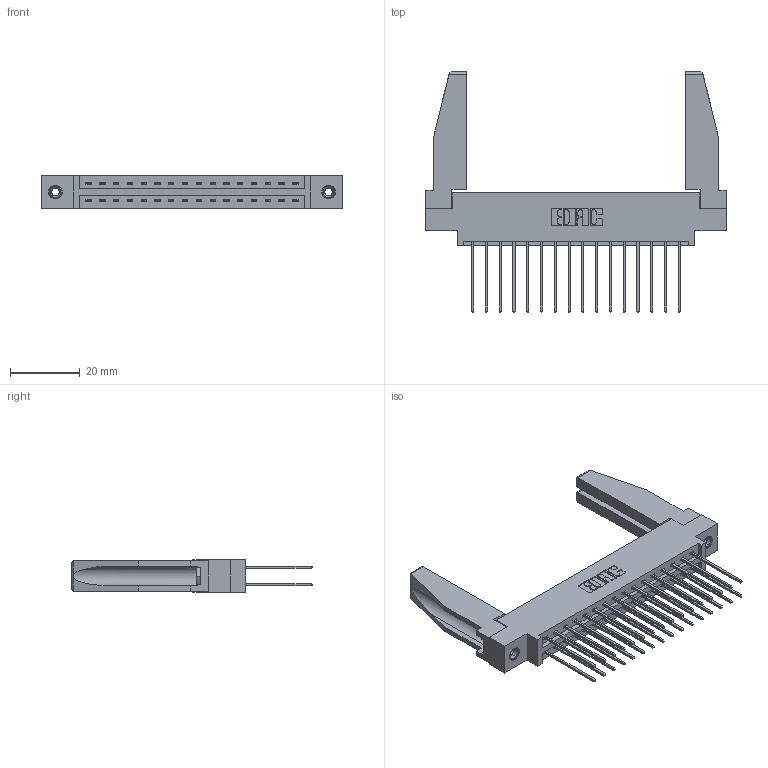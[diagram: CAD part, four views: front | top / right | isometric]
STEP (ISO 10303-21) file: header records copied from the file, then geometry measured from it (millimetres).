
FILE_DESCRIPTION (( 'STEP AP203' ), '1' );
FILE_NAME ('337-032-541-878.STEP', '2019-10-11T00:52:44', ( '' ), ( '' ), 'SwSTEP 2.0', 'SolidWorks 2016', '' );
FILE_SCHEMA (( 'CONFIG_CONTROL_DESIGN' ));
Length unit declared in the file: inch
Products named in the file (5): 345-250-001_345-250-001-102; 307-220-078; 345-292-001_345-293-141; 337-032-541-878; 337 Part_0.170 Offset - 0.156 Dia-TI
Assembly tree (37 placements, depth 2):
  337-032-541-878
    337 Part_0.170 Offset - 0.156 Dia-TI
    345-292-001_345-293-141  x32
    345-250-001_345-250-001-102  x2
    307-220-078  x2
Bounding box: 86.41 x 69.09 x 9.4 mm (x, y, z)
Volume: 12820 mm3; surface area: 14585.8 mm2
Topology: 37 solids, 37 shells, 1976 faces, 5805 edges, 3818 vertices
Faces by surface type: plane 1374, cylinder 586, cone 12, torus 4
Entity records: 18358 total; most frequent: CARTESIAN_POINT 3116, ORIENTED_EDGE 3008, DIRECTION 2704, EDGE_CURVE 1504, VECTOR 1338, LINE 1338, VERTEX_POINT 996, AXIS2_PLACEMENT_3D 683
